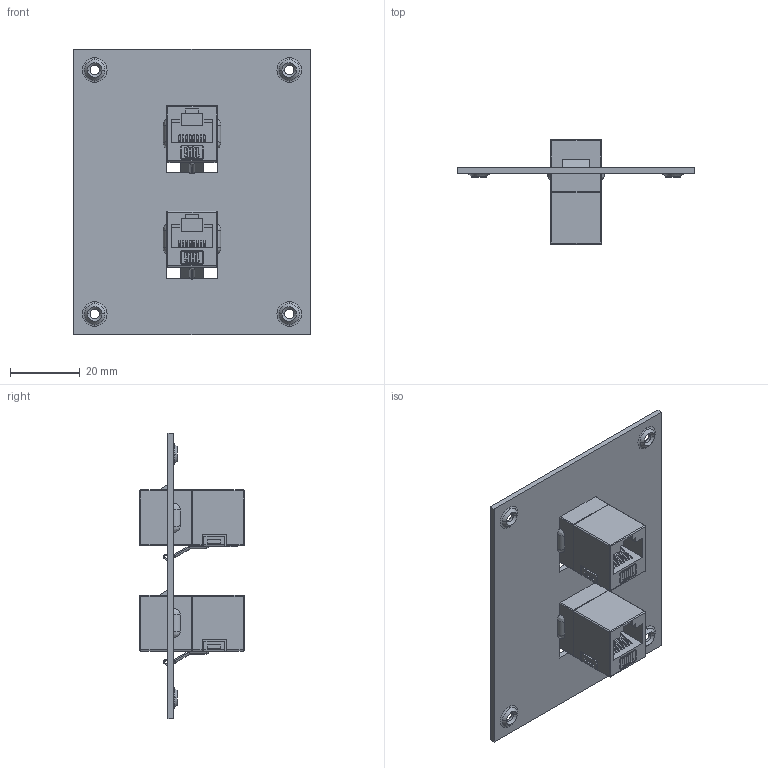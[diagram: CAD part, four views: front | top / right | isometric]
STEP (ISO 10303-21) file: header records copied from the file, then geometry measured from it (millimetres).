
FILE_DESCRIPTION (( 'STEP AP214' ), '1' );
FILE_NAME ('USP2SMC6A.STEP', '2018-09-06T16:15:33', ( '' ), ( '' ), 'SwSTEP 2.0', 'SolidWorks 2017', '' );
FILE_SCHEMA (( 'AUTOMOTIVE_DESIGN' ));
Length unit declared in the file: inch
Products named in the file (3): 1AR03-003; TDG1026KS-C6A_New Logo - Latch Depressed; USP2SMC6A
Assembly tree (3 placements, depth 2):
  USP2SMC6A
    1AR03-003
    TDG1026KS-C6A_New Logo - Latch Depressed  x2
Bounding box: 68.07 x 30 x 82.04 mm (x, y, z)
Volume: 17941.7 mm3; surface area: 18009.9 mm2
Topology: 3 solids, 3 shells, 864 faces, 2384 edges, 1544 vertices
Faces by surface type: plane 498, bspline 188, cylinder 116, cone 24, torus 22, sphere 16
Entity records: 18113 total; most frequent: CARTESIAN_POINT 5527, ORIENTED_EDGE 2532, DIRECTION 2117, EDGE_CURVE 1266, VECTOR 857, LINE 857, VERTEX_POINT 828, AXIS2_PLACEMENT_3D 630
